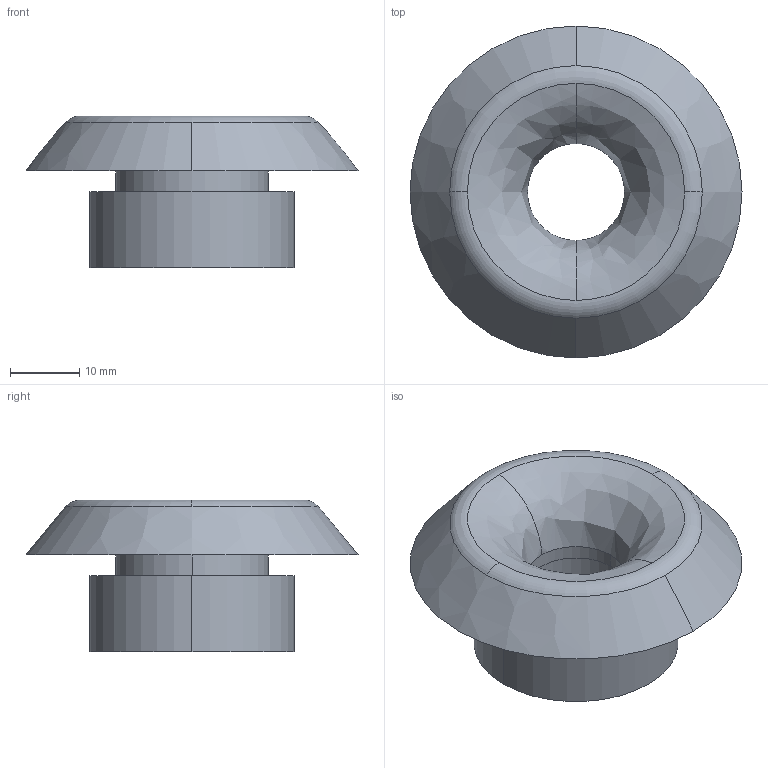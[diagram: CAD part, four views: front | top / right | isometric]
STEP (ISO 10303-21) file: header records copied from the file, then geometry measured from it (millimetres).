
FILE_DESCRIPTION (( 'STEP AP203' ), '1' );
FILE_NAME ('N-002-01 embout.STEP', '2021-08-13T06:59:21', ( '' ), ( '' ), 'SwSTEP 2.0', 'SolidWorks 2018', '' );
FILE_SCHEMA (( 'CONFIG_CONTROL_DESIGN' ));
Length unit declared in the file: millimetre
Products named in the file (1): N-002-01 embout
Bounding box: 47.89 x 47.89 x 21.92 mm (x, y, z)
Volume: 14456.4 mm3; surface area: 6489.2 mm2
Topology: 1 solids, 1 shells, 18 faces, 42 edges, 28 vertices
Faces by surface type: cylinder 8, bspline 4, plane 4, torus 2
Entity records: 663 total; most frequent: CARTESIAN_POINT 161, DIRECTION 98, ORIENTED_EDGE 84, AXIS2_PLACEMENT_3D 45, EDGE_CURVE 42, CIRCLE 30, VERTEX_POINT 28, EDGE_LOOP 22
